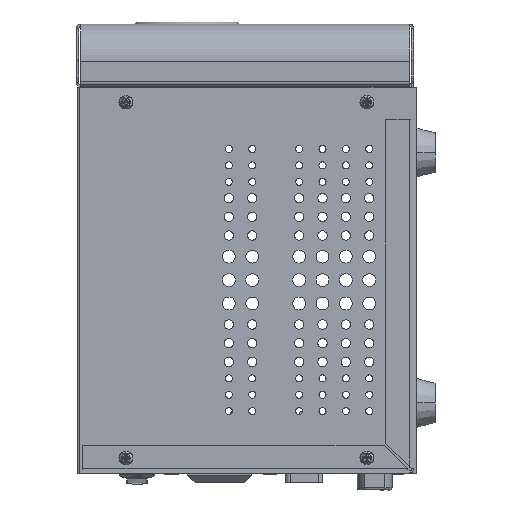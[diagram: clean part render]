
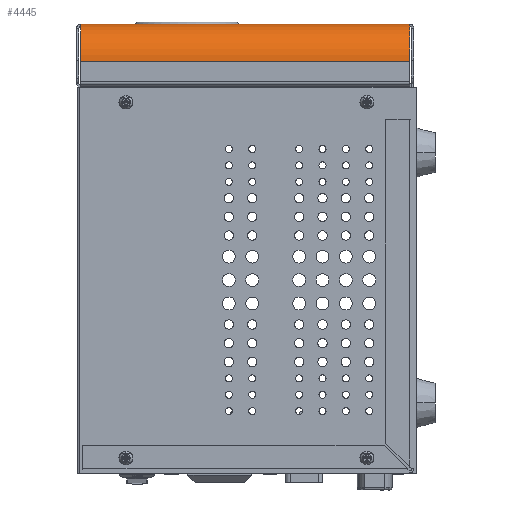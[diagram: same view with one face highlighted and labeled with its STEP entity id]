
A CAD part, left-side view. The second image highlights one B-rep face of the part: STEP entity #4445.
In plain terms, the highlighted cylindrical face has radius 15.9 mm (diameter 31.8 mm), a partial arc.
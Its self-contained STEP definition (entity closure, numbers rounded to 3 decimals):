
#2435 = CARTESIAN_POINT ( 'NONE',  ( 0., -166.45, -15.9 ) ) ;
#4444 = VECTOR ( 'NONE', #52077, 1000. ) ;
#4445 = ADVANCED_FACE ( 'NONE', ( #43080 ), #52374, .T. ) ;
#4680 = DIRECTION ( 'NONE',  ( 0., 1., 0. ) ) ;
#4924 = CARTESIAN_POINT ( 'NONE',  ( 15.9, -25.76, -15.9 ) ) ;
#4984 = CARTESIAN_POINT ( 'NONE',  ( 15.9, -25.76, -15.9 ) ) ;
#5998 = VERTEX_POINT ( 'NONE', #56740 ) ;
#7514 = DIRECTION ( 'NONE',  ( 0., -1., 0. ) ) ;
#7676 = EDGE_CURVE ( 'NONE', #9481, #19623, #9126, .T. ) ;
#7816 = DIRECTION ( 'NONE',  ( -1., 0., 0. ) ) ;
#8138 = CARTESIAN_POINT ( 'NONE',  ( 15.9, -166.45, -15.9 ) ) ;
#9126 = CIRCLE ( 'NONE', #44861, 15.9 ) ;
#9292 = AXIS2_PLACEMENT_3D ( 'NONE', #52964, #51687, #7816 ) ;
#9481 = VERTEX_POINT ( 'NONE', #10774 ) ;
#10774 = CARTESIAN_POINT ( 'NONE',  ( 0., -25.76, -15.9 ) ) ;
#12541 = LINE ( 'NONE', #22506, #24850 ) ;
#13950 = CARTESIAN_POINT ( 'NONE',  ( 15.9, -25.76, 0. ) ) ;
#16826 = CARTESIAN_POINT ( 'NONE',  ( 15.9, -25.76, 0. ) ) ;
#16891 = VERTEX_POINT ( 'NONE', #34111 ) ;
#17891 = ORIENTED_EDGE ( 'NONE', *, *, #36635, .F. ) ;
#19378 = VERTEX_POINT ( 'NONE', #2435 ) ;
#19623 = VERTEX_POINT ( 'NONE', #29607 ) ;
#19699 = DIRECTION ( 'NONE',  ( -1., 0., 0. ) ) ;
#21540 = CIRCLE ( 'NONE', #39925, 15.9 ) ;
#22506 = CARTESIAN_POINT ( 'NONE',  ( 0., -166.45, -15.9 ) ) ;
#23883 = DIRECTION ( 'NONE',  ( 0., 1., 0. ) ) ;
#24850 = VECTOR ( 'NONE', #42012, 1000. ) ;
#26001 = CIRCLE ( 'NONE', #62942, 15.9 ) ;
#26718 = CIRCLE ( 'NONE', #9292, 15.9 ) ;
#29607 = CARTESIAN_POINT ( 'NONE',  ( 15., -25.76, -0.025 ) ) ;
#29719 = EDGE_CURVE ( 'NONE', #16891, #19378, #26718, .T. ) ;
#33585 = ORIENTED_EDGE ( 'NONE', *, *, #43861, .F. ) ;
#34111 = CARTESIAN_POINT ( 'NONE',  ( 15., -166.45, -0.025 ) ) ;
#36635 = EDGE_CURVE ( 'NONE', #5998, #16891, #21540, .T. ) ;
#37168 = DIRECTION ( 'NONE',  ( 0., 1., 0. ) ) ;
#37245 = ORIENTED_EDGE ( 'NONE', *, *, #7676, .F. ) ;
#37276 = DIRECTION ( 'NONE',  ( -1., 0., 0. ) ) ;
#38076 = AXIS2_PLACEMENT_3D ( 'NONE', #4924, #23883, #19699 ) ;
#39925 = AXIS2_PLACEMENT_3D ( 'NONE', #8138, #7514, #37276 ) ;
#41331 = CARTESIAN_POINT ( 'NONE',  ( 15.9, -25.76, -15.9 ) ) ;
#42012 = DIRECTION ( 'NONE',  ( 0., -1., 0. ) ) ;
#43080 = FACE_OUTER_BOUND ( 'NONE', #57682, .T. ) ;
#43861 = EDGE_CURVE ( 'NONE', #55726, #5998, #46937, .T. ) ;
#44861 = AXIS2_PLACEMENT_3D ( 'NONE', #4984, #4680, #63041 ) ;
#46937 = LINE ( 'NONE', #13950, #4444 ) ;
#48322 = EDGE_CURVE ( 'NONE', #9481, #19378, #12541, .T. ) ;
#48732 = ORIENTED_EDGE ( 'NONE', *, *, #29719, .F. ) ;
#50949 = DIRECTION ( 'NONE',  ( -1., 0., 0. ) ) ;
#51135 = ORIENTED_EDGE ( 'NONE', *, *, #48322, .T. ) ;
#51687 = DIRECTION ( 'NONE',  ( 0., -1., 0. ) ) ;
#52077 = DIRECTION ( 'NONE',  ( 0., -1., 0. ) ) ;
#52374 = CYLINDRICAL_SURFACE ( 'NONE', #38076, 15.9 ) ;
#52964 = CARTESIAN_POINT ( 'NONE',  ( 15.9, -166.45, -15.9 ) ) ;
#55726 = VERTEX_POINT ( 'NONE', #16826 ) ;
#55763 = ORIENTED_EDGE ( 'NONE', *, *, #61420, .F. ) ;
#56740 = CARTESIAN_POINT ( 'NONE',  ( 15.9, -166.45, 0. ) ) ;
#57682 = EDGE_LOOP ( 'NONE', ( #33585, #55763, #37245, #51135, #48732, #17891 ) ) ;
#61420 = EDGE_CURVE ( 'NONE', #19623, #55726, #26001, .T. ) ;
#62942 = AXIS2_PLACEMENT_3D ( 'NONE', #41331, #37168, #50949 ) ;
#63041 = DIRECTION ( 'NONE',  ( -1., 0., 0. ) ) ;
